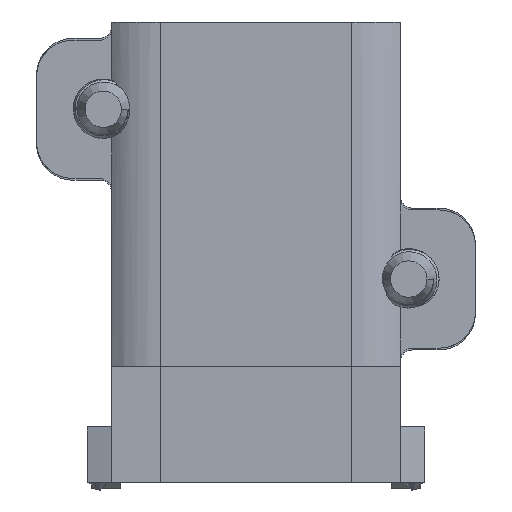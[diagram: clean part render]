
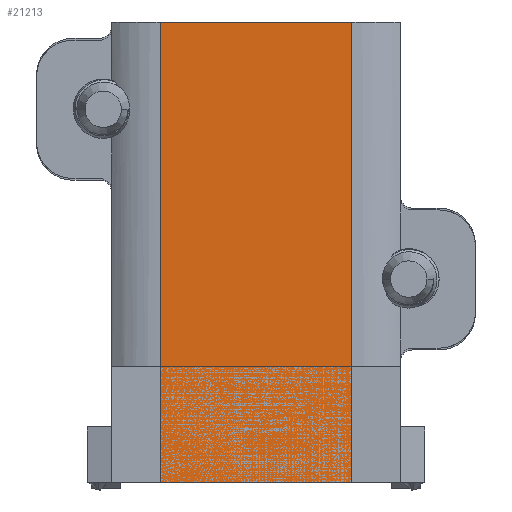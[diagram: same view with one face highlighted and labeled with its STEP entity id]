
A CAD part, left-side view. The second image highlights one B-rep face of the part: STEP entity #21213.
In plain terms, the highlighted planar face has unit normal (-1, 0, 0).
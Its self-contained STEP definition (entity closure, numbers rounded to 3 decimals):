
#1290=DIRECTION('',(0.,1.,0.));
#1291=VECTOR('',#1290,7.9);
#1292=CARTESIAN_POINT('',(-5.95,-3.95,17.8));
#1293=LINE('',#1292,#1291);
#1812=DIRECTION('',(0.,0.,1.));
#1813=VECTOR('',#1812,19.);
#1814=CARTESIAN_POINT('',(-5.95,-3.95,-1.2));
#1815=LINE('',#1814,#1813);
#5528=DIRECTION('',(0.,0.,-1.));
#5529=VECTOR('',#5528,19.);
#5530=CARTESIAN_POINT('',(-5.95,3.95,17.8));
#5531=LINE('',#5530,#5529);
#8178=DIRECTION('',(0.,1.,0.));
#8179=VECTOR('',#8178,7.9);
#8180=CARTESIAN_POINT('',(-5.95,-3.95,-1.2));
#8181=LINE('',#8180,#8179);
#11593=CARTESIAN_POINT('',(-5.95,-3.95,-1.2));
#11594=VERTEX_POINT('',#11593);
#11595=CARTESIAN_POINT('',(-5.95,-3.95,17.8));
#11596=VERTEX_POINT('',#11595);
#11617=CARTESIAN_POINT('',(-5.95,3.95,17.8));
#11618=VERTEX_POINT('',#11617);
#11625=CARTESIAN_POINT('',(-5.95,3.95,-1.2));
#11626=VERTEX_POINT('',#11625);
#21202=CARTESIAN_POINT('',(-5.95,0.,0.));
#21203=DIRECTION('',(1.,0.,0.));
#21204=DIRECTION('',(0.,1.,0.));
#21205=AXIS2_PLACEMENT_3D('',#21202,#21203,#21204);
#21206=PLANE('',#21205);
#21207=ORIENTED_EDGE('',*,*,#18110,.F.);
#21208=ORIENTED_EDGE('',*,*,#13969,.F.);
#21209=ORIENTED_EDGE('',*,*,#14605,.F.);
#21210=ORIENTED_EDGE('',*,*,#17326,.T.);
#21211=EDGE_LOOP('',(#21207,#21208,#21209,#21210));
#21212=FACE_OUTER_BOUND('',#21211,.F.);
#13969=EDGE_CURVE('',#11596,#11618,#1293,.T.);
#14605=EDGE_CURVE('',#11594,#11596,#1815,.T.);
#17326=EDGE_CURVE('',#11594,#11626,#8181,.T.);
#18110=EDGE_CURVE('',#11618,#11626,#5531,.T.);
#21213=ADVANCED_FACE('',(#21212),#21206,.F.);
